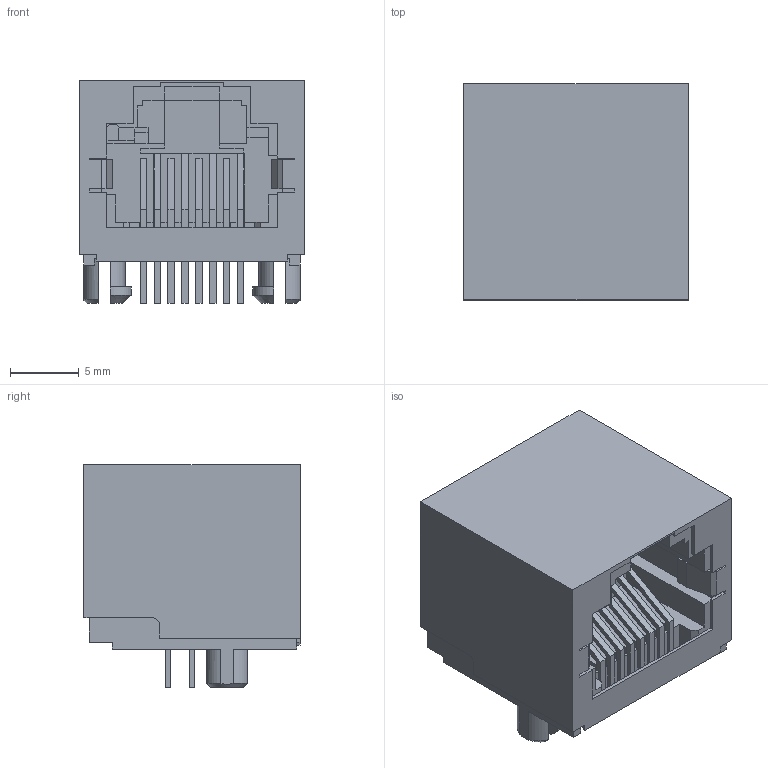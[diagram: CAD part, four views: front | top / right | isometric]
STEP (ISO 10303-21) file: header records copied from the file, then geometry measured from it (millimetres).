
FILE_DESCRIPTION(('FreeCAD Model'),'2;1');
FILE_NAME('Open CASCADE Shape Model','2022-08-27T18:22:19',('Author'),( ''),'Open CASCADE STEP processor 7.5','FreeCAD','Unknown');
FILE_SCHEMA(('AUTOMOTIVE_DESIGN { 1 0 10303 214 1 1 1 1 }'));
Length unit declared in the file: millimetre
Products named in the file (1): RC01374
Bounding box: 16.38 x 15.75 x 16.25 mm (x, y, z)
Volume: 1973.6 mm3; surface area: 3031 mm2
Topology: 1 solids, 1 shells, 504 faces, 1504 edges, 981 vertices
Faces by surface type: plane 490, cylinder 10, cone 4
Entity records: 36373 total; most frequent: CARTESIAN_POINT 6220, DIRECTION 5527, LINE 4444, VECTOR 4444, ORIENTED_EDGE 3008, PCURVE 3008, DEFINITIONAL_REPRESENTATION 3008, EDGE_CURVE 1504
